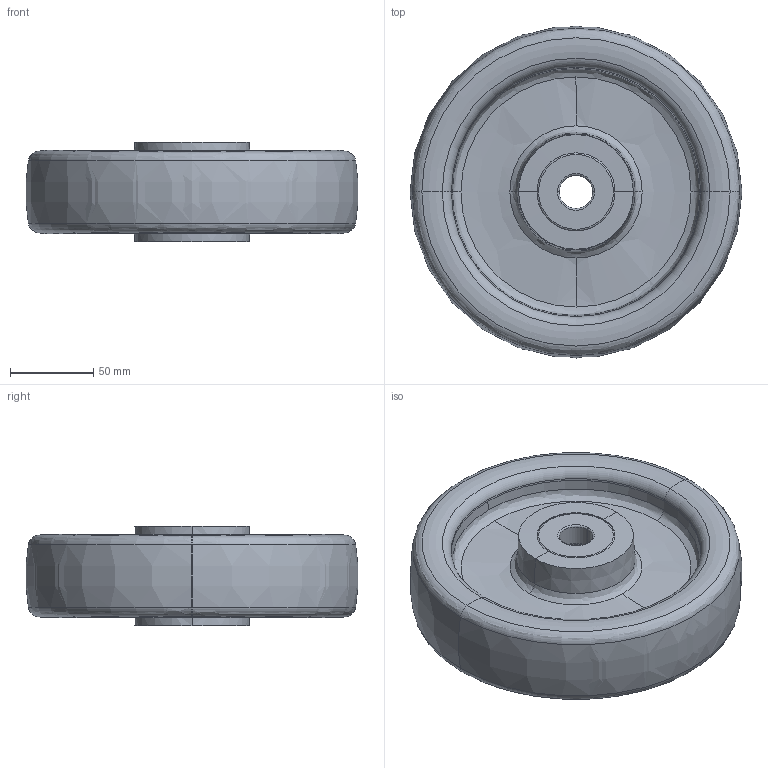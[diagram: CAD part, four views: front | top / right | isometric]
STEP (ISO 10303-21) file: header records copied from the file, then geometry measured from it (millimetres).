
FILE_DESCRIPTION (( 'STEP AP214' ), '1' );
FILE_NAME ('0014379.step', '2023-01-12T10:56:24', ( '' ), ( '' ), 'SwSTEP 2.0', 'SolidWorks 2020', '' );
FILE_SCHEMA (( 'AUTOMOTIVE_DESIGN' ));
Length unit declared in the file: millimetre
Products named in the file (1): 0014379
Bounding box: 199.64 x 199.64 x 60 mm (x, y, z)
Surface area: 176418.7 mm2 (no closed solid volume)
Topology: 0 solids, 7 shells, 86 faces, 198 edges, 116 vertices
Faces by surface type: bspline 30, torus 30, cone 16, cylinder 6, plane 4
Entity records: 3767 total; most frequent: CARTESIAN_POINT 875, DIRECTION 472, ORIENTED_EDGE 368, AXIS2_PLACEMENT_3D 225, EDGE_CURVE 198, CIRCLE 168, VERTEX_POINT 116, EDGE_LOOP 90
